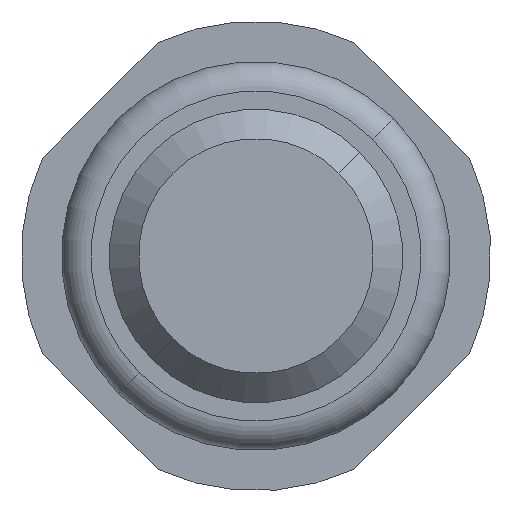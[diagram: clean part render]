
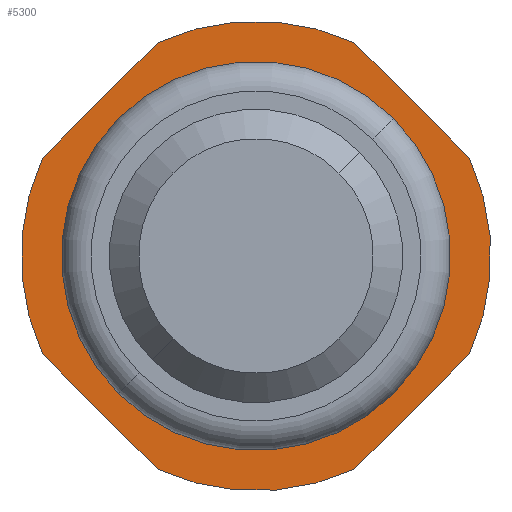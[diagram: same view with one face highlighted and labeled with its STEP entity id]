
A CAD part, front view. The second image highlights one B-rep face of the part: STEP entity #5300.
In plain terms, the highlighted planar face has unit normal (0, -1, 0).
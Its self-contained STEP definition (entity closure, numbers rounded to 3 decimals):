
#23 = CIRCLE ( 'NONE', #5453, 1.6 ) ;
#144 = CARTESIAN_POINT ( 'NONE',  ( -1.454, -2., -0.667 ) ) ;
#149 = ORIENTED_EDGE ( 'NONE', *, *, #3588, .F. ) ;
#265 = EDGE_CURVE ( 'Defeature ausgef�hrt3_6+Defeature ausgef�hrt3_8+Defeature ausgef�hrt3_13+Defeature ausgef�hrt3_14', #3746, #394, #5297, .T. ) ;
#332 = DIRECTION ( 'NONE',  ( 0.707, 0., 0.707 ) ) ;
#341 = DIRECTION ( 'NONE',  ( 0.707, 0., 0.707 ) ) ;
#394 = VERTEX_POINT ( 'NONE', #1113 ) ;
#534 = EDGE_CURVE ( 'Defeature ausgef�hrt3_8+Defeature ausgef�hrt3_10+Defeature ausgef�hrt3_10+Defeature ausgef�hrt3_10', #3261, #2428, #3413, .T. ) ;
#538 = ORIENTED_EDGE ( 'NONE', *, *, #3984, .F. ) ;
#566 = LINE ( 'NONE', #4266, #996 ) ;
#593 = ORIENTED_EDGE ( 'NONE', *, *, #3345, .F. ) ;
#616 = ORIENTED_EDGE ( 'NONE', *, *, #2981, .F. ) ;
#832 = DIRECTION ( 'NONE',  ( 0., 1., 0. ) ) ;
#846 = EDGE_CURVE ( 'Defeature ausgef�hrt3_8+Defeature ausgef�hrt3_10+Defeature ausgef�hrt3_10+Defeature ausgef�hrt3_10', #2428, #3261, #887, .T. ) ;
#857 = ORIENTED_EDGE ( 'NONE', *, *, #4846, .F. ) ;
#887 = CIRCLE ( 'NONE', #1649, 1.325 ) ;
#996 = VECTOR ( 'NONE', #1756, 1000. ) ;
#1013 = DIRECTION ( 'NONE',  ( 0., 1., 0. ) ) ;
#1022 = AXIS2_PLACEMENT_3D ( 'NONE', #3606, #1013, #4519 ) ;
#1067 = CARTESIAN_POINT ( 'NONE',  ( 0., -2., 0. ) ) ;
#1102 = CARTESIAN_POINT ( 'NONE',  ( -1.061, -2., 1.061 ) ) ;
#1113 = CARTESIAN_POINT ( 'NONE',  ( 0.667, -2., 1.454 ) ) ;
#1173 = DIRECTION ( 'NONE',  ( 0., 1., 0. ) ) ;
#1176 = ORIENTED_EDGE ( 'NONE', *, *, #846, .T. ) ;
#1222 = LINE ( 'NONE', #2951, #1849 ) ;
#1277 = CARTESIAN_POINT ( 'NONE',  ( 0., -2., 0. ) ) ;
#1649 = AXIS2_PLACEMENT_3D ( 'NONE', #1067, #4548, #3233 ) ;
#1706 = FACE_OUTER_BOUND ( 'NONE', #4985, .T. ) ;
#1723 = CARTESIAN_POINT ( 'NONE',  ( 0., -2., 0. ) ) ;
#1756 = DIRECTION ( 'NONE',  ( -0.707, 0., 0.707 ) ) ;
#1775 = FACE_BOUND ( 'NONE', #4914, .T. ) ;
#1849 = VECTOR ( 'NONE', #4728, 1000. ) ;
#1865 = DIRECTION ( 'NONE',  ( 0., 1., 0. ) ) ;
#1881 = CARTESIAN_POINT ( 'NONE',  ( -0.937, -2., -0.937 ) ) ;
#1883 = ORIENTED_EDGE ( 'NONE', *, *, #2677, .F. ) ;
#1963 = DIRECTION ( 'NONE',  ( 0.707, 0., 0.707 ) ) ;
#1980 = VERTEX_POINT ( 'NONE', #5661 ) ;
#2147 = DIRECTION ( 'NONE',  ( 0., 1., 0. ) ) ;
#2186 = VECTOR ( 'NONE', #2966, 1000. ) ;
#2428 = VERTEX_POINT ( 'NONE', #1881 ) ;
#2460 = AXIS2_PLACEMENT_3D ( 'NONE', #1723, #832, #341 ) ;
#2461 = ORIENTED_EDGE ( 'NONE', *, *, #265, .F. ) ;
#2677 = EDGE_CURVE ( 'Defeature ausgef�hrt3_14+Defeature ausgef�hrt3_8+Defeature ausgef�hrt3_6+Defeature ausgef�hrt3_5', #394, #4549, #1222, .T. ) ;
#2784 = CARTESIAN_POINT ( 'NONE',  ( -0.667, -2., -1.454 ) ) ;
#2805 = CARTESIAN_POINT ( 'NONE',  ( 0.937, -2., 0.937 ) ) ;
#2924 = CARTESIAN_POINT ( 'NONE',  ( -1.454, -2., 0.667 ) ) ;
#2951 = CARTESIAN_POINT ( 'NONE',  ( 2.192, -2., -0.071 ) ) ;
#2966 = DIRECTION ( 'NONE',  ( -0.707, 0., -0.707 ) ) ;
#2981 = EDGE_CURVE ( 'Defeature ausgef�hrt3_7+Defeature ausgef�hrt3_8+Defeature ausgef�hrt3_12+Defeature ausgef�hrt3_13', #3281, #4037, #23, .T. ) ;
#3145 = DIRECTION ( 'NONE',  ( 0.707, 0., 0.707 ) ) ;
#3233 = DIRECTION ( 'NONE',  ( 0.707, 0., 0.707 ) ) ;
#3261 = VERTEX_POINT ( 'NONE', #2805 ) ;
#3281 = VERTEX_POINT ( 'NONE', #144 ) ;
#3323 = LINE ( 'NONE', #5553, #2186 ) ;
#3345 = EDGE_CURVE ( 'Defeature ausgef�hrt3_13+Defeature ausgef�hrt3_8+Defeature ausgef�hrt3_7+Defeature ausgef�hrt3_6', #4037, #3746, #5104, .T. ) ;
#3403 = DIRECTION ( 'NONE',  ( 0.707, 0., 0.707 ) ) ;
#3413 = CIRCLE ( 'NONE', #5293, 1.325 ) ;
#3429 = DIRECTION ( 'NONE',  ( 0., 1., 0. ) ) ;
#3493 = CARTESIAN_POINT ( 'NONE',  ( 1.454, -2., 0.667 ) ) ;
#3524 = CIRCLE ( 'NONE', #1022, 1.6 ) ;
#3588 = EDGE_CURVE ( 'Defeature ausgef�hrt3_4+Defeature ausgef�hrt3_8+Defeature ausgef�hrt3_15+Defeature ausgef�hrt3_12', #5339, #4696, #3524, .T. ) ;
#3606 = CARTESIAN_POINT ( 'NONE',  ( 0., -2., 0. ) ) ;
#3627 = CARTESIAN_POINT ( 'NONE',  ( -0.667, -2., 1.454 ) ) ;
#3746 = VERTEX_POINT ( 'NONE', #3627 ) ;
#3771 = CARTESIAN_POINT ( 'NONE',  ( 0., -2., 0. ) ) ;
#3777 = ORIENTED_EDGE ( 'NONE', *, *, #534, .T. ) ;
#3863 = DIRECTION ( 'NONE',  ( 0.707, 0., 0.707 ) ) ;
#3984 = EDGE_CURVE ( 'Defeature ausgef�hrt3_15+Defeature ausgef�hrt3_8+Defeature ausgef�hrt3_5+Defeature ausgef�hrt3_4', #1980, #5339, #3323, .T. ) ;
#4037 = VERTEX_POINT ( 'NONE', #2924 ) ;
#4179 = ORIENTED_EDGE ( 'NONE', *, *, #5311, .F. ) ;
#4186 = PLANE ( 'NONE',  #5326 ) ;
#4266 = CARTESIAN_POINT ( 'NONE',  ( 0.071, -2., -2.192 ) ) ;
#4286 = CARTESIAN_POINT ( 'NONE',  ( 1.131, -2., -1.131 ) ) ;
#4519 = DIRECTION ( 'NONE',  ( 0.707, 0., 0.707 ) ) ;
#4548 = DIRECTION ( 'NONE',  ( 0., 1., 0. ) ) ;
#4549 = VERTEX_POINT ( 'NONE', #3493 ) ;
#4696 = VERTEX_POINT ( 'NONE', #2784 ) ;
#4728 = DIRECTION ( 'NONE',  ( 0.707, 0., -0.707 ) ) ;
#4846 = EDGE_CURVE ( 'Defeature ausgef�hrt3_5+Defeature ausgef�hrt3_8+Defeature ausgef�hrt3_14+Defeature ausgef�hrt3_15', #4549, #1980, #4895, .T. ) ;
#4895 = CIRCLE ( 'NONE', #2460, 1.6 ) ;
#4914 = EDGE_LOOP ( 'NONE', ( #3777, #1176 ) ) ;
#4925 = CARTESIAN_POINT ( 'NONE',  ( 0., -2., 0. ) ) ;
#4985 = EDGE_LOOP ( 'NONE', ( #538, #857, #1883, #2461, #593, #616, #4179, #149 ) ) ;
#5097 = AXIS2_PLACEMENT_3D ( 'NONE', #4925, #1865, #3145 ) ;
#5104 = LINE ( 'NONE', #1102, #5452 ) ;
#5147 = CARTESIAN_POINT ( 'NONE',  ( 0.667, -2., -1.454 ) ) ;
#5293 = AXIS2_PLACEMENT_3D ( 'NONE', #3771, #1173, #3403 ) ;
#5297 = CIRCLE ( 'NONE', #5097, 1.6 ) ;
#5300 = ADVANCED_FACE ( 'Defeature ausgef�hrt3_8', ( #1775, #1706 ), #4186, .F. ) ;
#5311 = EDGE_CURVE ( 'Defeature ausgef�hrt3_12+Defeature ausgef�hrt3_8+Defeature ausgef�hrt3_4+Defeature ausgef�hrt3_7', #4696, #3281, #566, .T. ) ;
#5326 = AXIS2_PLACEMENT_3D ( 'NONE', #4286, #3429, #3863 ) ;
#5339 = VERTEX_POINT ( 'NONE', #5147 ) ;
#5452 = VECTOR ( 'NONE', #1963, 1000. ) ;
#5453 = AXIS2_PLACEMENT_3D ( 'NONE', #1277, #2147, #332 ) ;
#5553 = CARTESIAN_POINT ( 'NONE',  ( 1.061, -2., -1.061 ) ) ;
#5661 = CARTESIAN_POINT ( 'NONE',  ( 1.454, -2., -0.667 ) ) ;
